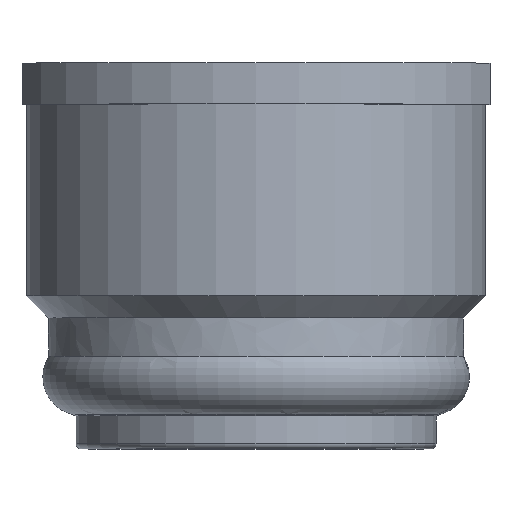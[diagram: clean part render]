
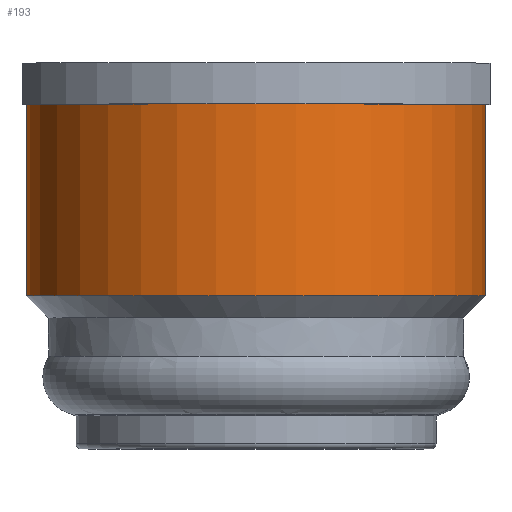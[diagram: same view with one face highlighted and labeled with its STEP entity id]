
A CAD part, top view. The second image highlights one B-rep face of the part: STEP entity #193.
In plain terms, the highlighted cylindrical face has radius 4.465 mm (diameter 8.93 mm), a full revolution.
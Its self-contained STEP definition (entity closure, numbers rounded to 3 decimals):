
#41 = VERTEX_POINT('',#42);
#42 = CARTESIAN_POINT('',(0.,-4.625,-4.465));
#48 = EDGE_CURVE('',#41,#41,#49,.T.);
#49 = CIRCLE('',#50,4.465);
#50 = AXIS2_PLACEMENT_3D('',#51,#52,#53);
#51 = CARTESIAN_POINT('',(0.,-4.625,0.));
#52 = DIRECTION('',(0.,-1.,0.));
#53 = DIRECTION('',(0.,0.,-1.));
#193 = ADVANCED_FACE('',(#194),#212,.T.);
#194 = FACE_BOUND('',#195,.T.);
#195 = EDGE_LOOP('',(#196,#203,#210,#211));
#196 = ORIENTED_EDGE('',*,*,#197,.F.);
#197 = EDGE_CURVE('',#198,#41,#200,.T.);
#198 = VERTEX_POINT('',#199);
#199 = CARTESIAN_POINT('',(0.,-0.9,-4.465));
#200 = B_SPLINE_CURVE_WITH_KNOTS('',1,(#201,#202),.UNSPECIFIED.,.F.,.F.,
  (2,2),(-6.7,-2.475),.PIECEWISE_BEZIER_KNOTS.);
#201 = CARTESIAN_POINT('',(0.,-0.9,-4.465));
#202 = CARTESIAN_POINT('',(0.,-5.125,-4.465));
#203 = ORIENTED_EDGE('',*,*,#204,.T.);
#204 = EDGE_CURVE('',#198,#198,#205,.T.);
#205 = CIRCLE('',#206,4.465);
#206 = AXIS2_PLACEMENT_3D('',#207,#208,#209);
#207 = CARTESIAN_POINT('',(0.,-0.9,0.));
#208 = DIRECTION('',(0.,-1.,0.));
#209 = DIRECTION('',(0.,0.,-1.));
#210 = ORIENTED_EDGE('',*,*,#197,.T.);
#211 = ORIENTED_EDGE('',*,*,#48,.F.);
#212 = CYLINDRICAL_SURFACE('',#213,4.465);
#213 = AXIS2_PLACEMENT_3D('',#214,#215,#216);
#214 = CARTESIAN_POINT('',(0.,-7.6,0.));
#215 = DIRECTION('',(0.,-1.,0.));
#216 = DIRECTION('',(0.,0.,-1.));
